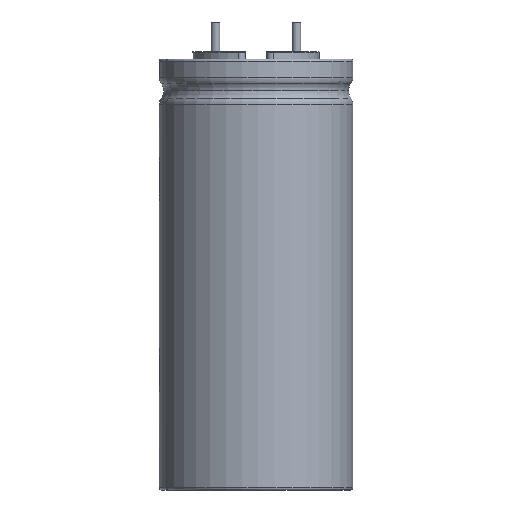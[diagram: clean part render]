
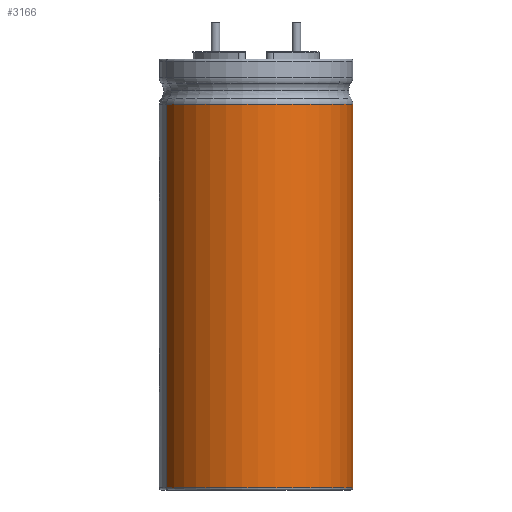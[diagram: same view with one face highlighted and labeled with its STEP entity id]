
A CAD part, front view. The second image highlights one B-rep face of the part: STEP entity #3166.
In plain terms, the highlighted cylindrical face has radius 9.14 mm (diameter 18.28 mm), a partial arc.
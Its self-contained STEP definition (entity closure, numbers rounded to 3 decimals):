
#69 = DIRECTION ( 'NONE',  ( 1., 0., 0. ) ) ;
#163 = VECTOR ( 'NONE', #1541, 1000. ) ;
#199 = CARTESIAN_POINT ( 'NONE',  ( 0., 0., -41.16 ) ) ;
#202 = VERTEX_POINT ( 'NONE', #4597 ) ;
#259 = VECTOR ( 'NONE', #1798, 1000. ) ;
#351 = EDGE_CURVE ( 'NONE', #4406, #4305, #745, .T. ) ;
#550 = DIRECTION ( 'NONE',  ( 1., 0., 0. ) ) ;
#568 = AXIS2_PLACEMENT_3D ( 'NONE', #2904, #2180, #69 ) ;
#745 = CIRCLE ( 'NONE', #3303, 9.14 ) ;
#746 = CARTESIAN_POINT ( 'NONE',  ( -8.443, -3.5, -0.72 ) ) ;
#1027 = EDGE_LOOP ( 'NONE', ( #3269, #1241, #1136, #3101 ) ) ;
#1136 = ORIENTED_EDGE ( 'NONE', *, *, #4166, .F. ) ;
#1165 = CIRCLE ( 'NONE', #3143, 9.14 ) ;
#1241 = ORIENTED_EDGE ( 'NONE', *, *, #3236, .T. ) ;
#1282 = DIRECTION ( 'NONE',  ( 0., 0., 1. ) ) ;
#1541 = DIRECTION ( 'NONE',  ( 0., 0., 1. ) ) ;
#1603 = CARTESIAN_POINT ( 'NONE',  ( -8.443, -3.5, -41.16 ) ) ;
#1798 = DIRECTION ( 'NONE',  ( 0., 0., -1. ) ) ;
#2180 = DIRECTION ( 'NONE',  ( 0., 0., 1. ) ) ;
#2685 = DIRECTION ( 'NONE',  ( 0., 0., 1. ) ) ;
#2904 = CARTESIAN_POINT ( 'NONE',  ( 0., 0., -0.72 ) ) ;
#3002 = LINE ( 'NONE', #746, #259 ) ;
#3101 = ORIENTED_EDGE ( 'NONE', *, *, #3615, .T. ) ;
#3143 = AXIS2_PLACEMENT_3D ( 'NONE', #3436, #1282, #3817 ) ;
#3166 = ADVANCED_FACE ( 'NONE', ( #4602 ), #4376, .T. ) ;
#3236 = EDGE_CURVE ( 'NONE', #4305, #3416, #3871, .T. ) ;
#3269 = ORIENTED_EDGE ( 'NONE', *, *, #351, .T. ) ;
#3303 = AXIS2_PLACEMENT_3D ( 'NONE', #199, #2685, #550 ) ;
#3416 = VERTEX_POINT ( 'NONE', #4513 ) ;
#3436 = CARTESIAN_POINT ( 'NONE',  ( 0., 0., -4.984 ) ) ;
#3562 = CARTESIAN_POINT ( 'NONE',  ( 9.14, 0., -41.16 ) ) ;
#3615 = EDGE_CURVE ( 'NONE', #202, #4406, #3002, .T. ) ;
#3817 = DIRECTION ( 'NONE',  ( 1., 0., 0. ) ) ;
#3871 = LINE ( 'NONE', #4080, #163 ) ;
#4080 = CARTESIAN_POINT ( 'NONE',  ( 9.14, 0., -0.72 ) ) ;
#4166 = EDGE_CURVE ( 'NONE', #202, #3416, #1165, .T. ) ;
#4305 = VERTEX_POINT ( 'NONE', #3562 ) ;
#4376 = CYLINDRICAL_SURFACE ( 'NONE', #568, 9.14 ) ;
#4406 = VERTEX_POINT ( 'NONE', #1603 ) ;
#4513 = CARTESIAN_POINT ( 'NONE',  ( 9.14, 0., -4.984 ) ) ;
#4597 = CARTESIAN_POINT ( 'NONE',  ( -8.443, -3.5, -4.984 ) ) ;
#4602 = FACE_OUTER_BOUND ( 'NONE', #1027, .T. ) ;
